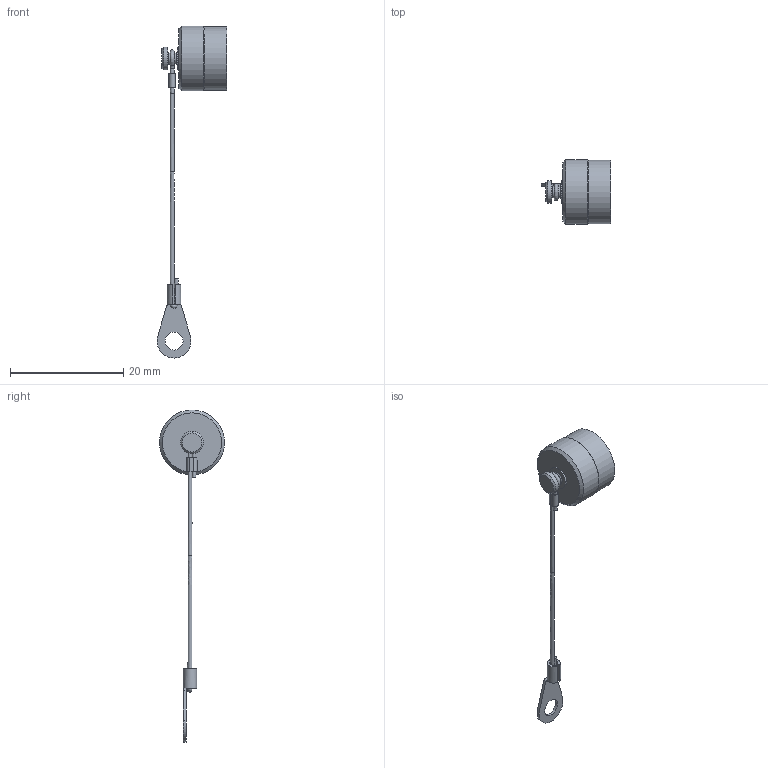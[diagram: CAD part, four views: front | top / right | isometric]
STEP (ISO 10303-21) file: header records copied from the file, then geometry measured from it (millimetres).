
FILE_DESCRIPTION(/* description */ (''),/* implementation_level */ '2;1');
FILE_NAME(/* name */ '08-0351-000-001_bg.stp',/* time_stamp */ '2010-09-24T11:37:16+02:00',/* author */ (''),/* organization */ (''),/* preprocessor_version */ 'ST-DEVELOPER v11',/* originating_system */ 'UGS - NX 5.0',/* authorisation */ '');
FILE_SCHEMA (('CONFIG_CONTROL_DESIGN'));
Length unit declared in the file: millimetre
Products named in the file (1): sgro271B8s7v
Bounding box: 12.35 x 11.5 x 58.75 mm (x, y, z)
Volume: 594.6 mm3; surface area: 961.2 mm2
Topology: 1 solids, 1 shells, 58 faces, 153 edges, 99 vertices
Faces by surface type: plane 27, cylinder 17, bspline 8, cone 4, torus 2
Full cylindrical faces by diameter (mm): 2 x1, 3.2 x1, 4 x2, 8.459 x1, 11.2 x1, 11.5 x1
Entity records: 4649 total; most frequent: CARTESIAN_POINT 3337, DIRECTION 242, ORIENTED_EDGE 236, EDGE_CURVE 118, AXIS2_PLACEMENT_3D 101, EDGE_LOOP 92, VERTEX_POINT 86, FACE_BOUND 62
